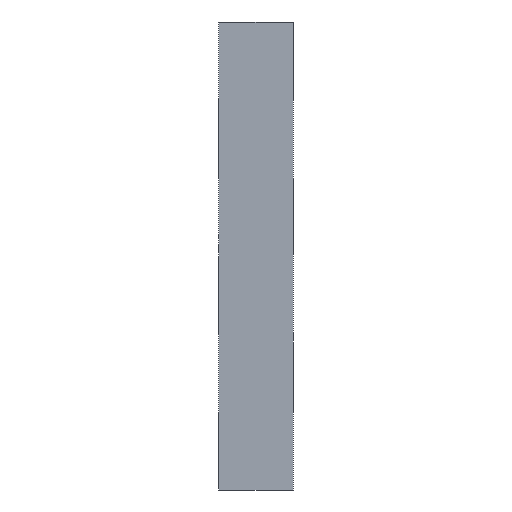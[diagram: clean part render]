
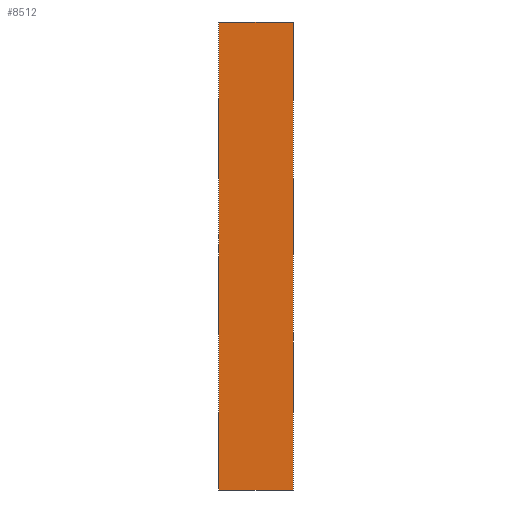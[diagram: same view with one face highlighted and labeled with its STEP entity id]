
A CAD part, front view. The second image highlights one B-rep face of the part: STEP entity #8512.
In plain terms, the highlighted planar face has unit normal (0, -1, 0).
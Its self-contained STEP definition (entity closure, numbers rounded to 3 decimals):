
#4223=DIRECTION('',(1.,0.,0.));
#4224=VECTOR('',#4223,8.);
#4225=CARTESIAN_POINT('',(-4.,-0.3,25.));
#4226=LINE('',#4225,#4224);
#4230=DIRECTION('',(0.,0.,-1.));
#4231=VECTOR('',#4230,50.);
#4232=CARTESIAN_POINT('',(4.,-0.3,25.));
#4233=LINE('',#4232,#4231);
#4237=DIRECTION('',(-1.,0.,0.));
#4238=VECTOR('',#4237,8.);
#4239=CARTESIAN_POINT('',(4.,-0.3,-25.));
#4240=LINE('',#4239,#4238);
#4244=DIRECTION('',(0.,0.,1.));
#4245=VECTOR('',#4244,50.);
#4246=CARTESIAN_POINT('',(-4.,-0.3,-25.));
#4247=LINE('',#4246,#4245);
#4295=CARTESIAN_POINT('',(-4.,-0.3,25.));
#4296=CARTESIAN_POINT('',(4.,-0.3,25.));
#4297=VERTEX_POINT('',#4295);
#4298=VERTEX_POINT('',#4296);
#4299=CARTESIAN_POINT('',(4.,-0.3,-25.));
#4300=VERTEX_POINT('',#4299);
#4301=CARTESIAN_POINT('',(-4.,-0.3,-25.));
#4302=VERTEX_POINT('',#4301);
#8501=CARTESIAN_POINT('',(0.,-0.3,0.));
#8502=DIRECTION('',(0.,1.,0.));
#8503=DIRECTION('',(0.,0.,-1.));
#8504=AXIS2_PLACEMENT_3D('',#8501,#8502,#8503);
#8505=PLANE('',#8504);
#8506=ORIENTED_EDGE('',*,*,#8220,.T.);
#8507=ORIENTED_EDGE('',*,*,#8292,.T.);
#8508=ORIENTED_EDGE('',*,*,#8327,.T.);
#8509=ORIENTED_EDGE('',*,*,#8495,.T.);
#8510=EDGE_LOOP('',(#8506,#8507,#8508,#8509));
#8511=FACE_OUTER_BOUND('',#8510,.F.);
#8220=EDGE_CURVE('',#4297,#4298,#4226,.T.);
#8292=EDGE_CURVE('',#4298,#4300,#4233,.T.);
#8327=EDGE_CURVE('',#4300,#4302,#4240,.T.);
#8495=EDGE_CURVE('',#4302,#4297,#4247,.T.);
#8512=ADVANCED_FACE('',(#8511),#8505,.F.);
